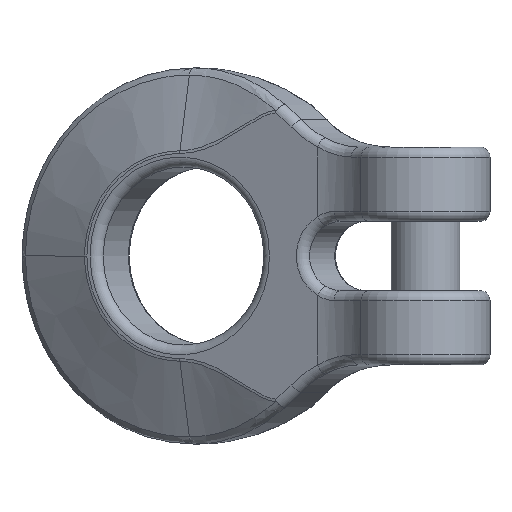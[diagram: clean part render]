
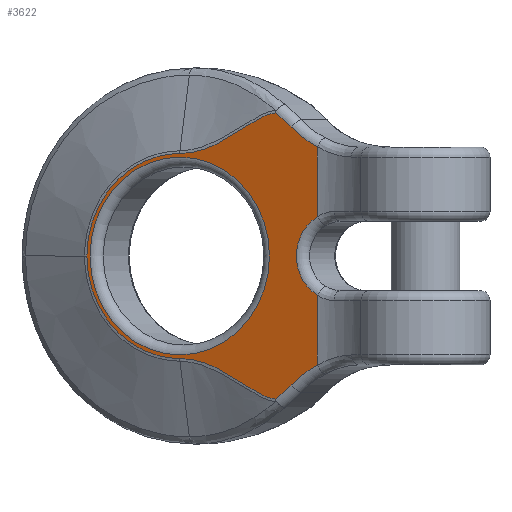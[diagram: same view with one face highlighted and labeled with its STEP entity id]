
A CAD part, left-side view. The second image highlights one B-rep face of the part: STEP entity #3622.
In plain terms, the highlighted planar face has unit normal (-0.906, 0.423, 0).
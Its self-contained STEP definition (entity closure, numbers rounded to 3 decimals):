
#910=B_SPLINE_CURVE_WITH_KNOTS('',3,(#17518,#17519,#17520,#17521,#17522,
#17523,#17524,#17525),.UNSPECIFIED.,.F.,.F.,(4,2,2,4),(0.,0.5,0.75,1.),.UNSPECIFIED.);
#911=B_SPLINE_CURVE_WITH_KNOTS('',3,(#17527,#17528,#17529,#17530,#17531,
#17532),.UNSPECIFIED.,.F.,.F.,(4,2,4),(0.,0.5,1.),.UNSPECIFIED.);
#912=B_SPLINE_CURVE_WITH_KNOTS('',3,(#17534,#17535,#17536,#17537,#17538,
#17539),.UNSPECIFIED.,.F.,.F.,(4,2,4),(0.,0.5,1.),.UNSPECIFIED.);
#913=B_SPLINE_CURVE_WITH_KNOTS('',3,(#17541,#17542,#17543,#17544,#17545,
#17546,#17547,#17548),.UNSPECIFIED.,.F.,.F.,(4,2,2,4),(0.,0.5,
0.75,1.),.UNSPECIFIED.);
#1600=LINE('',#17512,#2239);
#1601=LINE('',#17554,#2240);
#2239=VECTOR('',#11452,1.);
#2240=VECTOR('',#11461,1.);
#2671=PLANE('',#10222);
#3077=FACE_OUTER_BOUND('',#4317,.T.);
#3622=ADVANCED_FACE('',(#3935,#3077),#2671,.T.);
#3935=FACE_BOUND('',#4316,.T.);
#4316=EDGE_LOOP('',(#6328));
#4317=EDGE_LOOP('',(#6329,#6330,#6331,#6332,#6333,#6334,#6335,#6336,#6337,
#6338,#6339));
#6328=ORIENTED_EDGE('',*,*,#9279,.F.);
#6329=ORIENTED_EDGE('',*,*,#9280,.F.);
#6330=ORIENTED_EDGE('',*,*,#9281,.F.);
#6331=ORIENTED_EDGE('',*,*,#9282,.F.);
#6332=ORIENTED_EDGE('',*,*,#9283,.F.);
#6333=ORIENTED_EDGE('',*,*,#9284,.F.);
#6334=ORIENTED_EDGE('',*,*,#9285,.F.);
#6335=ORIENTED_EDGE('',*,*,#9286,.T.);
#6336=ORIENTED_EDGE('',*,*,#9287,.T.);
#6337=ORIENTED_EDGE('',*,*,#9288,.T.);
#6338=ORIENTED_EDGE('',*,*,#9289,.T.);
#6339=ORIENTED_EDGE('',*,*,#9290,.T.);
#8068=VERTEX_POINT('',#17508);
#8069=VERTEX_POINT('',#17510);
#8070=VERTEX_POINT('',#17511);
#8071=VERTEX_POINT('',#17513);
#8072=VERTEX_POINT('',#17515);
#8073=VERTEX_POINT('',#17517);
#8074=VERTEX_POINT('',#17526);
#8075=VERTEX_POINT('',#17533);
#8076=VERTEX_POINT('',#17540);
#8077=VERTEX_POINT('',#17549);
#8078=VERTEX_POINT('',#17551);
#8079=VERTEX_POINT('',#17553);
#9279=EDGE_CURVE('',#8068,#8068,#9870,.T.);
#9280=EDGE_CURVE('',#8069,#8070,#9871,.T.);
#9281=EDGE_CURVE('',#8071,#8069,#1600,.T.);
#9282=EDGE_CURVE('',#8072,#8071,#9872,.T.);
#9283=EDGE_CURVE('',#8073,#8072,#9873,.T.);
#9284=EDGE_CURVE('',#8074,#8073,#910,.T.);
#9285=EDGE_CURVE('',#8075,#8074,#911,.T.);
#9286=EDGE_CURVE('',#8075,#8076,#912,.T.);
#9287=EDGE_CURVE('',#8076,#8077,#913,.T.);
#9288=EDGE_CURVE('',#8077,#8078,#9874,.T.);
#9289=EDGE_CURVE('',#8078,#8079,#9875,.T.);
#9290=EDGE_CURVE('',#8079,#8070,#1601,.T.);
#9870=CIRCLE('',#10216,10.);
#9871=CIRCLE('',#10217,4.5);
#9872=CIRCLE('',#10218,11.);
#9873=CIRCLE('',#10219,18.);
#9874=CIRCLE('',#10220,18.);
#9875=CIRCLE('',#10221,11.);
#10216=AXIS2_PLACEMENT_3D('',#17507,#11448,#11449);
#10217=AXIS2_PLACEMENT_3D('',#17509,#11450,#11451);
#10218=AXIS2_PLACEMENT_3D('',#17514,#11453,#11454);
#10219=AXIS2_PLACEMENT_3D('',#17516,#11455,#11456);
#10220=AXIS2_PLACEMENT_3D('',#17550,#11457,#11458);
#10221=AXIS2_PLACEMENT_3D('',#17552,#11459,#11460);
#10222=AXIS2_PLACEMENT_3D('',#17555,#11462,#11463);
#11448=DIRECTION('',(-0.906,0.423,0.));
#11449=DIRECTION('',(-0.423,-0.906,0.));
#11450=DIRECTION('',(-0.906,0.423,0.));
#11451=DIRECTION('',(-0.423,-0.906,0.));
#11452=DIRECTION('',(0.,0.,-1.));
#11453=DIRECTION('',(-0.906,0.423,0.));
#11454=DIRECTION('',(-0.423,-0.906,0.));
#11455=DIRECTION('',(0.906,-0.423,0.));
#11456=DIRECTION('',(-0.423,-0.906,0.));
#11457=DIRECTION('',(-0.906,0.423,0.));
#11458=DIRECTION('',(-0.423,-0.906,0.));
#11459=DIRECTION('',(0.906,-0.423,0.));
#11460=DIRECTION('',(-0.423,-0.906,0.));
#11461=DIRECTION('',(0.,0.,1.));
#11462=DIRECTION('',(-0.906,0.423,0.));
#11463=DIRECTION('',(-0.423,-0.906,0.));
#17507=CARTESIAN_POINT('',(-22.771,-56.182,0.));
#17508=CARTESIAN_POINT('',(-26.998,-65.245,0.));
#17509=CARTESIAN_POINT('',(-30.167,-72.042,0.));
#17510=CARTESIAN_POINT('',(-29.261,-70.1,3.957));
#17511=CARTESIAN_POINT('',(-29.261,-70.1,-3.957));
#17512=CARTESIAN_POINT('',(-29.261,-70.1,24.5));
#17513=CARTESIAN_POINT('',(-29.261,-70.1,11.028));
#17514=CARTESIAN_POINT('',(-31.224,-74.308,21.));
#17515=CARTESIAN_POINT('',(-28.018,-67.433,13.034));
#17516=CARTESIAN_POINT('',(-22.771,-56.182,0.));
#17517=CARTESIAN_POINT('',(-27.292,-65.877,14.476));
#17518=CARTESIAN_POINT('',(-22.771,-56.182,10.356));
#17519=CARTESIAN_POINT('',(-23.597,-57.953,10.356));
#17520=CARTESIAN_POINT('',(-24.37,-59.611,11.074));
#17521=CARTESIAN_POINT('',(-25.45,-61.926,12.446));
#17522=CARTESIAN_POINT('',(-25.799,-62.675,12.952));
#17523=CARTESIAN_POINT('',(-26.514,-64.208,13.892));
#17524=CARTESIAN_POINT('',(-26.884,-65.001,14.358));
#17525=CARTESIAN_POINT('',(-27.292,-65.877,14.476));
#17526=CARTESIAN_POINT('',(-22.771,-56.182,10.356));
#17527=CARTESIAN_POINT('',(-18.395,-46.796,0.));
#17528=CARTESIAN_POINT('',(-18.395,-46.796,2.735));
#17529=CARTESIAN_POINT('',(-18.87,-47.816,5.416));
#17530=CARTESIAN_POINT('',(-20.485,-51.278,9.234));
#17531=CARTESIAN_POINT('',(-21.615,-53.703,10.356));
#17532=CARTESIAN_POINT('',(-22.771,-56.182,10.356));
#17533=CARTESIAN_POINT('',(-18.395,-46.796,0.));
#17534=CARTESIAN_POINT('',(-18.395,-46.796,0.));
#17535=CARTESIAN_POINT('',(-18.395,-46.796,-2.735));
#17536=CARTESIAN_POINT('',(-18.87,-47.816,-5.416));
#17537=CARTESIAN_POINT('',(-20.485,-51.278,-9.234));
#17538=CARTESIAN_POINT('',(-21.615,-53.703,-10.356));
#17539=CARTESIAN_POINT('',(-22.771,-56.182,-10.356));
#17540=CARTESIAN_POINT('',(-22.771,-56.182,-10.356));
#17541=CARTESIAN_POINT('',(-22.771,-56.182,-10.356));
#17542=CARTESIAN_POINT('',(-23.597,-57.953,-10.356));
#17543=CARTESIAN_POINT('',(-24.37,-59.611,-11.074));
#17544=CARTESIAN_POINT('',(-25.45,-61.926,-12.446));
#17545=CARTESIAN_POINT('',(-25.799,-62.675,-12.952));
#17546=CARTESIAN_POINT('',(-26.514,-64.208,-13.892));
#17547=CARTESIAN_POINT('',(-26.884,-65.001,-14.358));
#17548=CARTESIAN_POINT('',(-27.292,-65.877,-14.476));
#17549=CARTESIAN_POINT('',(-27.292,-65.877,-14.476));
#17550=CARTESIAN_POINT('',(-22.771,-56.182,0.));
#17551=CARTESIAN_POINT('',(-28.018,-67.433,-13.034));
#17552=CARTESIAN_POINT('',(-31.224,-74.308,-21.));
#17553=CARTESIAN_POINT('',(-29.261,-70.1,-11.028));
#17554=CARTESIAN_POINT('',(-29.261,-70.1,-24.5));
#17555=CARTESIAN_POINT('',(-7.346,-23.101,24.5));
